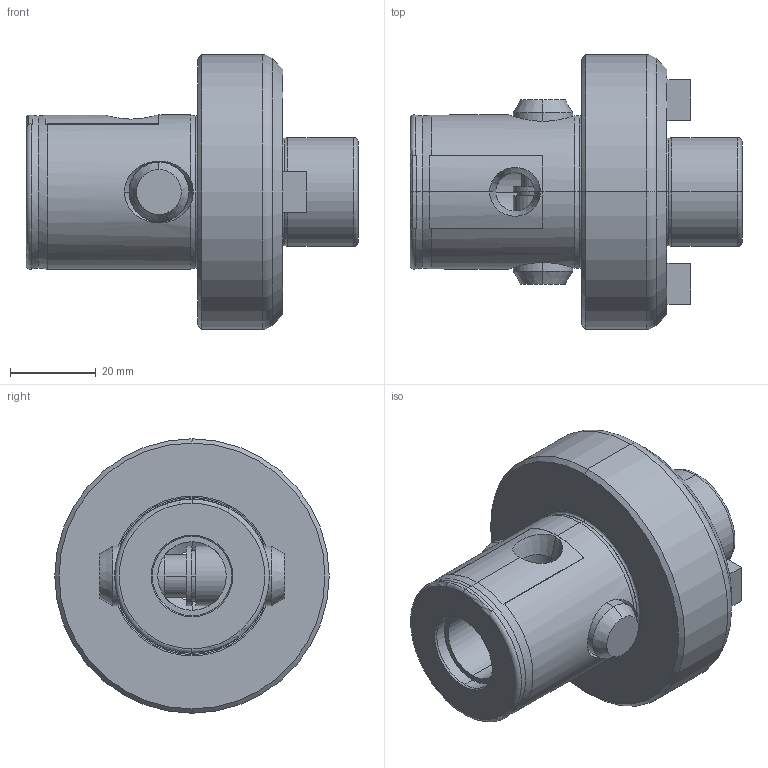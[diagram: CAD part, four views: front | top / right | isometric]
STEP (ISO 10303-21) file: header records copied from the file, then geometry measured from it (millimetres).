
FILE_DESCRIPTION (( 'STEP AP203' ), '1' );
FILE_NAME ('11.335.403.STEP', '2011-05-19T21:14:23', ( '' ), ( '' ), 'SwSTEP 2.0', 'SolidWorks 2011', '' );
FILE_SCHEMA (( 'CONFIG_CONTROL_DESIGN' ));
Length unit declared in the file: millimetre
Products named in the file (4): 11.335.403; 11.691.622; 10.691.50X_10.691.506
Assembly tree (4 placements, depth 2):
  11.335.403
    11.691.622  x2
    11.335.403
    10.691.50X_10.691.506
Bounding box: 77.41 x 64 x 64 mm (x, y, z)
Volume: 102511.5 mm3; surface area: 23556.5 mm2
Topology: 4 solids, 4 shells, 133 faces, 294 edges, 171 vertices
Faces by surface type: cylinder 42, cone 40, plane 37, torus 14
Entity records: 4272 total; most frequent: CARTESIAN_POINT 1153, DIRECTION 618, ORIENTED_EDGE 524, EDGE_CURVE 262, AXIS2_PLACEMENT_3D 258, VERTEX_POINT 155, EDGE_LOOP 133, CIRCLE 132
